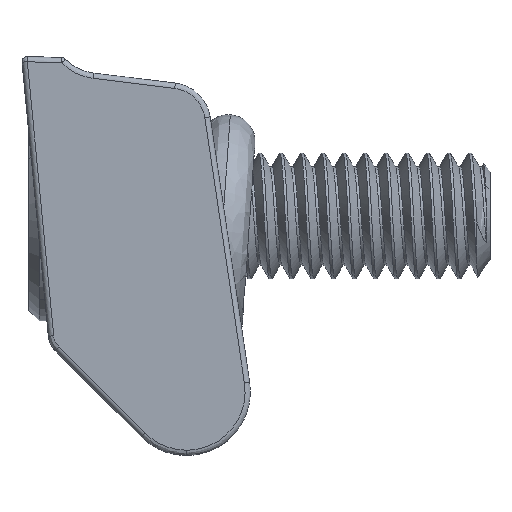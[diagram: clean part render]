
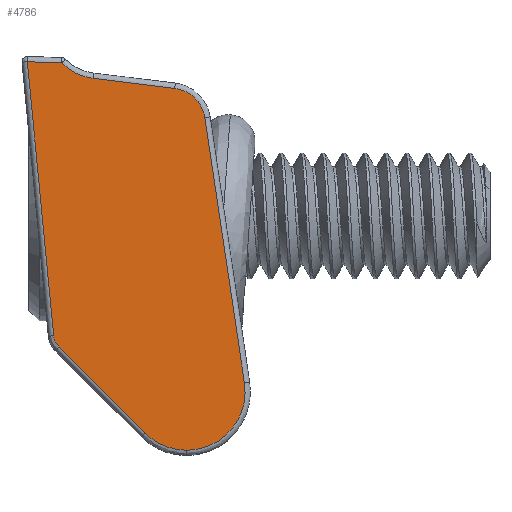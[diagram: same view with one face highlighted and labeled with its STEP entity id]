
A CAD part, left-side view. The second image highlights one B-rep face of the part: STEP entity #4786.
In plain terms, the highlighted planar face has unit normal (-1, 0, 0).
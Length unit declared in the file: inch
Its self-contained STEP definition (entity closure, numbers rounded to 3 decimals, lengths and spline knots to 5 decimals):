
#99 = CARTESIAN_POINT ( 'NONE',  ( -0.375, -0.38229, -0.74 ) ) ;
#219 = VERTEX_POINT ( 'NONE', #9776 ) ;
#255 = CARTESIAN_POINT ( 'NONE',  ( -0.375, -0.13448, -0.04159 ) ) ;
#432 = PLANE ( 'NONE',  #7679 ) ;
#434 = EDGE_CURVE ( 'NONE', #4915, #3651, #649, .T. ) ;
#649 =( BOUNDED_CURVE ( )  B_SPLINE_CURVE ( 3, ( #10226, #7880, #3163, #782 ),
 .UNSPECIFIED., .F., .F. ) 
 B_SPLINE_CURVE_WITH_KNOTS ( ( 4, 4 ),
 ( 0., 1. ),
 .UNSPECIFIED. ) 
 CURVE ( )  GEOMETRIC_REPRESENTATION_ITEM ( )  RATIONAL_B_SPLINE_CURVE ( ( 1., 0.864, 0.864, 1. ) ) 
 REPRESENTATION_ITEM ( '' )  );
#782 = CARTESIAN_POINT ( 'NONE',  ( -0.375, -0.3443, -0.11534 ) ) ;
#1065 = CARTESIAN_POINT ( 'NONE',  ( -0.375, -0.09154, -0.0288 ) ) ;
#1272 = ORIENTED_EDGE ( 'NONE', *, *, #2730, .F. ) ;
#1388 = VERTEX_POINT ( 'NONE', #5650 ) ;
#1405 = LINE ( 'NONE', #2279, #7439 ) ;
#2163 = ORIENTED_EDGE ( 'NONE', *, *, #9761, .F. ) ;
#2208 = ORIENTED_EDGE ( 'NONE', *, *, #6635, .F. ) ;
#2270 = VERTEX_POINT ( 'NONE', #6549 ) ;
#2279 = CARTESIAN_POINT ( 'NONE',  ( -0.375, -0.33588, -0.05893 ) ) ;
#2298 = CARTESIAN_POINT ( 'NONE',  ( -0.375, -0.23222, -0.70778 ) ) ;
#2460 =( BOUNDED_CURVE ( )  B_SPLINE_CURVE ( 3, ( #7313, #4816, #99, #3991 ),
 .UNSPECIFIED., .F., .F. ) 
 B_SPLINE_CURVE_WITH_KNOTS ( ( 4, 4 ),
 ( 0., 1. ),
 .UNSPECIFIED. ) 
 CURVE ( )  GEOMETRIC_REPRESENTATION_ITEM ( )  RATIONAL_B_SPLINE_CURVE ( ( 1., 0.769, 0.769, 1. ) ) 
 REPRESENTATION_ITEM ( '' )  );
#2475 = LINE ( 'NONE', #8817, #5449 ) ;
#2476 = ORIENTED_EDGE ( 'NONE', *, *, #434, .F. ) ;
#2480 = ORIENTED_EDGE ( 'NONE', *, *, #4504, .F. ) ;
#2601 = FACE_OUTER_BOUND ( 'NONE', #9590, .T. ) ;
#2730 = EDGE_CURVE ( 'NONE', #8552, #1388, #8037, .T. ) ;
#2933 = VERTEX_POINT ( 'NONE', #9162 ) ;
#2959 = DIRECTION ( 'NONE',  ( 0., -0.148, -0.989 ) ) ;
#3163 = CARTESIAN_POINT ( 'NONE',  ( -0.375, -0.33982, -0.08531 ) ) ;
#3249 = ORIENTED_EDGE ( 'NONE', *, *, #8027, .F. ) ;
#3305 = VECTOR ( 'NONE', #10187, 39.37008 ) ;
#3421 = ORIENTED_EDGE ( 'NONE', *, *, #9605, .F. ) ;
#3651 = VERTEX_POINT ( 'NONE', #8249 ) ;
#3881 = CARTESIAN_POINT ( 'NONE',  ( -0.375, -0.23222, -0.70778 ) ) ;
#3914 = EDGE_CURVE ( 'NONE', #219, #3984, #2460, .T. ) ;
#3984 = VERTEX_POINT ( 'NONE', #9655 ) ;
#3991 = CARTESIAN_POINT ( 'NONE',  ( -0.375, -0.31, -0.74 ) ) ;
#4250 = CARTESIAN_POINT ( 'NONE',  ( -0.375, -0.06058, -0.52484 ) ) ;
#4293 = VERTEX_POINT ( 'NONE', #3881 ) ;
#4343 = ORIENTED_EDGE ( 'NONE', *, *, #6835, .F. ) ;
#4504 = EDGE_CURVE ( 'NONE', #2933, #8552, #7778, .T. ) ;
#4730 = CARTESIAN_POINT ( 'NONE',  ( -0.375, -0.01105, -0.01039 ) ) ;
#4786 = ADVANCED_FACE ( 'NONE', ( #2601 ), #432, .F. ) ;
#4816 = CARTESIAN_POINT ( 'NONE',  ( -0.375, -0.42948, -0.68524 ) ) ;
#4862 = LINE ( 'NONE', #255, #6634 ) ;
#4915 = VERTEX_POINT ( 'NONE', #7837 ) ;
#5300 = VECTOR ( 'NONE', #7202, 39.37008 ) ;
#5449 = VECTOR ( 'NONE', #5494, 39.37008 ) ;
#5452 = LINE ( 'NONE', #4730, #3305 ) ;
#5494 = DIRECTION ( 'NONE',  ( 0., 0.707, 0.707 ) ) ;
#5560 = CARTESIAN_POINT ( 'NONE',  ( -0.375, -0.31, -0.74 ) ) ;
#5650 = CARTESIAN_POINT ( 'NONE',  ( -0.375, -0.01105, -0.01039 ) ) ;
#5731 = VERTEX_POINT ( 'NONE', #5994 ) ;
#5748 = DIRECTION ( 'NONE',  ( 0., -0.993, -0.122 ) ) ;
#5979 = CARTESIAN_POINT ( 'NONE',  ( -0.375, -0.31, -0.63 ) ) ;
#5994 = CARTESIAN_POINT ( 'NONE',  ( -0.375, -0.13448, -0.04159 ) ) ;
#6244 = CARTESIAN_POINT ( 'NONE',  ( -0.375, -0.06137, -0.53301 ) ) ;
#6549 = CARTESIAN_POINT ( 'NONE',  ( -0.375, -0.07556, -0.01264 ) ) ;
#6634 = VECTOR ( 'NONE', #5748, 39.37008 ) ;
#6635 = EDGE_CURVE ( 'NONE', #2270, #5731, #9799, .T. ) ;
#6835 = EDGE_CURVE ( 'NONE', #1388, #2270, #5452, .T. ) ;
#7202 = DIRECTION ( 'NONE',  ( 0., 0.096, 0.995 ) ) ;
#7313 = CARTESIAN_POINT ( 'NONE',  ( -0.375, -0.41879, -0.61374 ) ) ;
#7439 = VECTOR ( 'NONE', #2959, 39.37008 ) ;
#7443 = CARTESIAN_POINT ( 'NONE',  ( -0.375, -0.11193, -0.03882 ) ) ;
#7497 = CARTESIAN_POINT ( 'NONE',  ( -0.375, -0.13448, -0.04159 ) ) ;
#7679 = AXIS2_PLACEMENT_3D ( 'NONE', #5979, #9245, #8414 ) ;
#7749 = CARTESIAN_POINT ( 'NONE',  ( -0.375, -0.07067, -0.54624 ) ) ;
#7778 =( BOUNDED_CURVE ( )  B_SPLINE_CURVE ( 3, ( #7749, #9309, #6244, #8679 ),
 .UNSPECIFIED., .F., .F. ) 
 B_SPLINE_CURVE_WITH_KNOTS ( ( 4, 4 ),
 ( 0., 1. ),
 .UNSPECIFIED. ) 
 CURVE ( )  GEOMETRIC_REPRESENTATION_ITEM ( )  RATIONAL_B_SPLINE_CURVE ( ( 1., 0.961, 0.961, 1. ) ) 
 REPRESENTATION_ITEM ( '' )  );
#7837 = CARTESIAN_POINT ( 'NONE',  ( -0.375, -0.28794, -0.06043 ) ) ;
#7846 = ORIENTED_EDGE ( 'NONE', *, *, #3914, .F. ) ;
#7880 = CARTESIAN_POINT ( 'NONE',  ( -0.375, -0.31807, -0.06413 ) ) ;
#8027 = EDGE_CURVE ( 'NONE', #5731, #4915, #4862, .T. ) ;
#8037 = LINE ( 'NONE', #4250, #5300 ) ;
#8249 = CARTESIAN_POINT ( 'NONE',  ( -0.375, -0.3443, -0.11534 ) ) ;
#8270 = CARTESIAN_POINT ( 'NONE',  ( -0.375, -0.06058, -0.52484 ) ) ;
#8414 = DIRECTION ( 'NONE',  ( 0., 0., -1. ) ) ;
#8552 = VERTEX_POINT ( 'NONE', #8270 ) ;
#8617 = EDGE_CURVE ( 'NONE', #3984, #4293, #9729, .T. ) ;
#8679 = CARTESIAN_POINT ( 'NONE',  ( -0.375, -0.06058, -0.52484 ) ) ;
#8729 = CARTESIAN_POINT ( 'NONE',  ( -0.375, -0.25312, -0.72869 ) ) ;
#8817 = CARTESIAN_POINT ( 'NONE',  ( -0.375, -0.23222, -0.70778 ) ) ;
#9162 = CARTESIAN_POINT ( 'NONE',  ( -0.375, -0.07067, -0.54624 ) ) ;
#9245 = DIRECTION ( 'NONE',  ( 1., 0., 0. ) ) ;
#9309 = CARTESIAN_POINT ( 'NONE',  ( -0.375, -0.06487, -0.54043 ) ) ;
#9590 = EDGE_LOOP ( 'NONE', ( #9642, #7846, #3421, #2476, #3249, #2208, #4343, #1272, #2480, #2163 ) ) ;
#9605 = EDGE_CURVE ( 'NONE', #3651, #219, #1405, .T. ) ;
#9632 = CARTESIAN_POINT ( 'NONE',  ( -0.375, -0.07556, -0.01264 ) ) ;
#9642 = ORIENTED_EDGE ( 'NONE', *, *, #8617, .F. ) ;
#9655 = CARTESIAN_POINT ( 'NONE',  ( -0.375, -0.31, -0.74 ) ) ;
#9729 =( BOUNDED_CURVE ( )  B_SPLINE_CURVE ( 3, ( #5560, #10246, #8729, #2298 ),
 .UNSPECIFIED., .F., .T. ) 
 B_SPLINE_CURVE_WITH_KNOTS ( ( 4, 4 ),
 ( 0., 1. ),
 .UNSPECIFIED. ) 
 CURVE ( )  GEOMETRIC_REPRESENTATION_ITEM ( )  RATIONAL_B_SPLINE_CURVE ( ( 1., 0.949, 0.949, 1. ) ) 
 REPRESENTATION_ITEM ( '' )  );
#9761 = EDGE_CURVE ( 'NONE', #4293, #2933, #2475, .T. ) ;
#9776 = CARTESIAN_POINT ( 'NONE',  ( -0.375, -0.41879, -0.61374 ) ) ;
#9799 =( BOUNDED_CURVE ( )  B_SPLINE_CURVE ( 3, ( #9632, #1065, #7443, #7497 ),
 .UNSPECIFIED., .F., .F. ) 
 B_SPLINE_CURVE_WITH_KNOTS ( ( 4, 4 ),
 ( 0., 1. ),
 .UNSPECIFIED. ) 
 CURVE ( )  GEOMETRIC_REPRESENTATION_ITEM ( )  RATIONAL_B_SPLINE_CURVE ( ( 1., 0.963, 0.963, 1. ) ) 
 REPRESENTATION_ITEM ( '' )  );
#10187 = DIRECTION ( 'NONE',  ( 0., -0.999, -0.035 ) ) ;
#10226 = CARTESIAN_POINT ( 'NONE',  ( -0.375, -0.28794, -0.06043 ) ) ;
#10246 = CARTESIAN_POINT ( 'NONE',  ( -0.375, -0.28044, -0.74 ) ) ;
